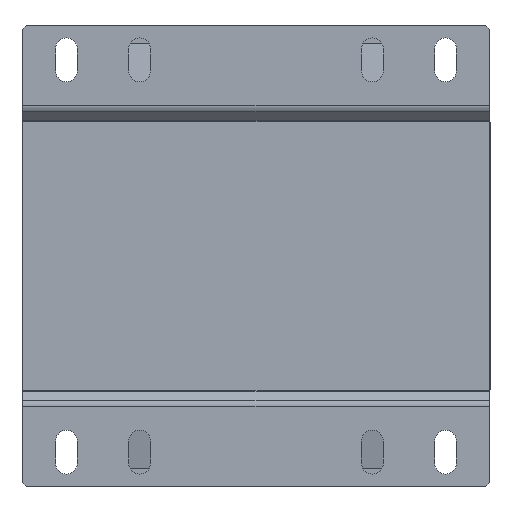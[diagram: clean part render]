
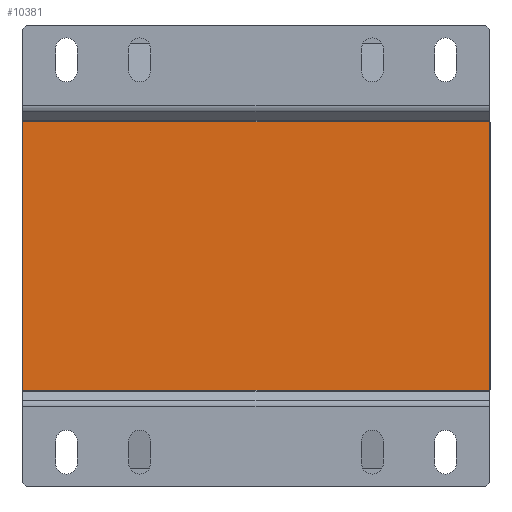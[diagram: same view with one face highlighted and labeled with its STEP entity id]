
A CAD part, front view. The second image highlights one B-rep face of the part: STEP entity #10381.
In plain terms, the highlighted planar face has unit normal (0, -1, 0).
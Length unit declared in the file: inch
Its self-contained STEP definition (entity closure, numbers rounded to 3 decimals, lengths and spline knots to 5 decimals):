
#352 = ORIENTED_EDGE ( 'NONE', *, *, #11417, .F. ) ;
#1194 = ORIENTED_EDGE ( 'NONE', *, *, #2658, .F. ) ;
#1355 = DIRECTION ( 'NONE',  ( 0., 0., -1. ) ) ;
#1687 = CARTESIAN_POINT ( 'NONE',  ( 3.76969, -3.24803, -2.16535 ) ) ;
#1925 = DIRECTION ( 'NONE',  ( 0., 0., 1. ) ) ;
#2519 = LINE ( 'NONE', #13916, #8650 ) ;
#2621 = LINE ( 'NONE', #13800, #10505 ) ;
#2658 = EDGE_CURVE ( 'NONE', #4248, #5887, #12151, .T. ) ;
#2699 = AXIS2_PLACEMENT_3D ( 'NONE', #11827, #4063, #5110 ) ;
#4063 = DIRECTION ( 'NONE',  ( 0., 1., 0. ) ) ;
#4248 = VERTEX_POINT ( 'NONE', #13415 ) ;
#4881 = VECTOR ( 'NONE', #1925, 39.37008 ) ;
#5093 = CARTESIAN_POINT ( 'NONE',  ( 0., -3.24803, 2.16535 ) ) ;
#5110 = DIRECTION ( 'NONE',  ( 0., 0., 1. ) ) ;
#5463 = VERTEX_POINT ( 'NONE', #11215 ) ;
#5885 = DIRECTION ( 'NONE',  ( -1., 0., 0. ) ) ;
#5887 = VERTEX_POINT ( 'NONE', #12433 ) ;
#6823 = EDGE_CURVE ( 'NONE', #5463, #11072, #2621, .T. ) ;
#7161 = ORIENTED_EDGE ( 'NONE', *, *, #10873, .F. ) ;
#7612 = CARTESIAN_POINT ( 'NONE',  ( -3.76969, -3.24803, 0. ) ) ;
#8395 = FACE_OUTER_BOUND ( 'NONE', #10295, .T. ) ;
#8613 = ORIENTED_EDGE ( 'NONE', *, *, #6823, .F. ) ;
#8650 = VECTOR ( 'NONE', #5885, 39.37008 ) ;
#9657 = DIRECTION ( 'NONE',  ( 1., 0., 0. ) ) ;
#10295 = EDGE_LOOP ( 'NONE', ( #7161, #1194, #352, #8613 ) ) ;
#10381 = ADVANCED_FACE ( 'NONE', ( #8395 ), #12941, .F. ) ;
#10505 = VECTOR ( 'NONE', #1355, 39.37008 ) ;
#10873 = EDGE_CURVE ( 'NONE', #5887, #5463, #10983, .T. ) ;
#10983 = LINE ( 'NONE', #5093, #14324 ) ;
#11072 = VERTEX_POINT ( 'NONE', #1687 ) ;
#11215 = CARTESIAN_POINT ( 'NONE',  ( 3.76969, -3.24803, 2.16535 ) ) ;
#11417 = EDGE_CURVE ( 'NONE', #11072, #4248, #2519, .T. ) ;
#11827 = CARTESIAN_POINT ( 'NONE',  ( 0., -3.24803, 0. ) ) ;
#12151 = LINE ( 'NONE', #7612, #4881 ) ;
#12433 = CARTESIAN_POINT ( 'NONE',  ( -3.76969, -3.24803, 2.16535 ) ) ;
#12941 = PLANE ( 'NONE',  #2699 ) ;
#13415 = CARTESIAN_POINT ( 'NONE',  ( -3.76969, -3.24803, -2.16535 ) ) ;
#13800 = CARTESIAN_POINT ( 'NONE',  ( 3.76969, -3.24803, 0. ) ) ;
#13916 = CARTESIAN_POINT ( 'NONE',  ( 0., -3.24803, -2.16535 ) ) ;
#14324 = VECTOR ( 'NONE', #9657, 39.37008 ) ;
